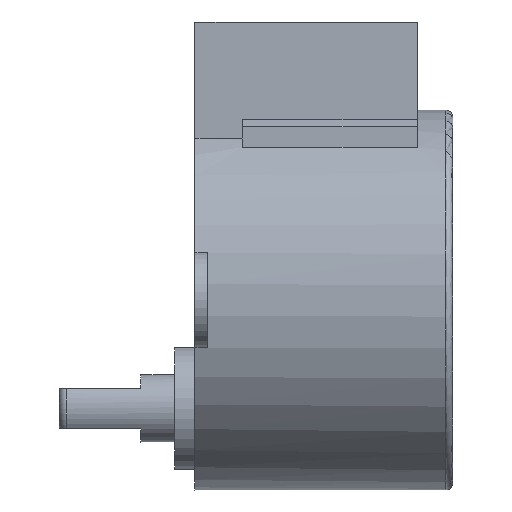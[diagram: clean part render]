
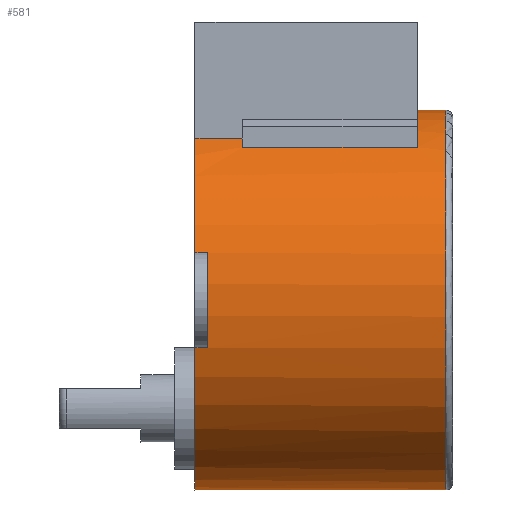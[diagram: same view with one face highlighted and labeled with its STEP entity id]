
A CAD part, left-side view. The second image highlights one B-rep face of the part: STEP entity #581.
In plain terms, the highlighted cylindrical face has radius 14 mm (diameter 28 mm), a full revolution.
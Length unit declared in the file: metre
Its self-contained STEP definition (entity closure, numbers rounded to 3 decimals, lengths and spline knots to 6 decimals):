
#48=LINE('',#884,#98);
#49=LINE('',#888,#99);
#50=LINE('',#892,#100);
#51=LINE('',#896,#101);
#52=LINE('',#900,#102);
#53=LINE('',#904,#103);
#54=LINE('',#908,#104);
#55=LINE('',#912,#105);
#98=VECTOR('',#715,1.);
#99=VECTOR('',#718,1.);
#100=VECTOR('',#721,1.);
#101=VECTOR('',#724,1.);
#102=VECTOR('',#727,1.);
#103=VECTOR('',#730,1.);
#104=VECTOR('',#733,1.);
#105=VECTOR('',#736,1.);
#151=CYLINDRICAL_SURFACE('',#636,0.014);
#163=ORIENTED_EDGE('',*,*,#317,.T.);
#164=ORIENTED_EDGE('',*,*,#325,.F.);
#165=ORIENTED_EDGE('',*,*,#326,.T.);
#166=ORIENTED_EDGE('',*,*,#327,.F.);
#167=ORIENTED_EDGE('',*,*,#328,.T.);
#168=ORIENTED_EDGE('',*,*,#329,.F.);
#169=ORIENTED_EDGE('',*,*,#330,.F.);
#170=ORIENTED_EDGE('',*,*,#331,.F.);
#171=ORIENTED_EDGE('',*,*,#332,.T.);
#172=ORIENTED_EDGE('',*,*,#333,.F.);
#173=ORIENTED_EDGE('',*,*,#334,.F.);
#174=ORIENTED_EDGE('',*,*,#335,.T.);
#175=ORIENTED_EDGE('',*,*,#336,.T.);
#176=ORIENTED_EDGE('',*,*,#337,.F.);
#177=ORIENTED_EDGE('',*,*,#338,.T.);
#178=ORIENTED_EDGE('',*,*,#339,.F.);
#179=ORIENTED_EDGE('',*,*,#340,.F.);
#317=EDGE_CURVE('',#398,#398,#455,.T.);
#325=EDGE_CURVE('',#406,#407,#463,.T.);
#326=EDGE_CURVE('',#406,#408,#48,.T.);
#327=EDGE_CURVE('',#409,#408,#464,.T.);
#328=EDGE_CURVE('',#409,#410,#49,.T.);
#329=EDGE_CURVE('',#411,#410,#465,.T.);
#330=EDGE_CURVE('',#412,#411,#50,.T.);
#331=EDGE_CURVE('',#413,#412,#466,.T.);
#332=EDGE_CURVE('',#413,#414,#51,.T.);
#333=EDGE_CURVE('',#415,#414,#467,.T.);
#334=EDGE_CURVE('',#416,#415,#52,.T.);
#335=EDGE_CURVE('',#416,#417,#468,.T.);
#336=EDGE_CURVE('',#417,#418,#53,.T.);
#337=EDGE_CURVE('',#419,#418,#469,.T.);
#338=EDGE_CURVE('',#419,#420,#54,.T.);
#339=EDGE_CURVE('',#421,#420,#470,.T.);
#340=EDGE_CURVE('',#407,#421,#55,.T.);
#398=VERTEX_POINT('',#862);
#406=VERTEX_POINT('',#882);
#407=VERTEX_POINT('',#883);
#408=VERTEX_POINT('',#885);
#409=VERTEX_POINT('',#887);
#410=VERTEX_POINT('',#889);
#411=VERTEX_POINT('',#891);
#412=VERTEX_POINT('',#893);
#413=VERTEX_POINT('',#895);
#414=VERTEX_POINT('',#897);
#415=VERTEX_POINT('',#899);
#416=VERTEX_POINT('',#901);
#417=VERTEX_POINT('',#903);
#418=VERTEX_POINT('',#905);
#419=VERTEX_POINT('',#907);
#420=VERTEX_POINT('',#909);
#421=VERTEX_POINT('',#911);
#455=CIRCLE('',#625,0.014);
#463=CIRCLE('',#637,0.014);
#464=CIRCLE('',#638,0.014);
#465=CIRCLE('',#639,0.014);
#466=CIRCLE('',#640,0.014);
#467=CIRCLE('',#641,0.014);
#468=CIRCLE('',#642,0.014);
#469=CIRCLE('',#643,0.014);
#470=CIRCLE('',#644,0.014);
#490=EDGE_LOOP('',(#163));
#491=EDGE_LOOP('',(#164,#165,#166,#167,#168,#169,#170,#171,#172,#173,#174,
#175,#176,#177,#178,#179));
#536=FACE_BOUND('',#490,.T.);
#537=FACE_BOUND('',#491,.T.);
#581=ADVANCED_FACE('',(#536,#537),#151,.T.);
#625=AXIS2_PLACEMENT_3D('',#861,#689,#690);
#636=AXIS2_PLACEMENT_3D('',#880,#711,#712);
#637=AXIS2_PLACEMENT_3D('',#881,#713,#714);
#638=AXIS2_PLACEMENT_3D('',#886,#716,#717);
#639=AXIS2_PLACEMENT_3D('',#890,#719,#720);
#640=AXIS2_PLACEMENT_3D('',#894,#722,#723);
#641=AXIS2_PLACEMENT_3D('',#898,#725,#726);
#642=AXIS2_PLACEMENT_3D('',#902,#728,#729);
#643=AXIS2_PLACEMENT_3D('',#906,#731,#732);
#644=AXIS2_PLACEMENT_3D('',#910,#734,#735);
#689=DIRECTION('',(0.,1.,0.));
#690=DIRECTION('',(0.,0.,1.));
#711=DIRECTION('',(0.,-1.,0.));
#712=DIRECTION('',(0.,0.,-1.));
#713=DIRECTION('',(0.,1.,0.));
#714=DIRECTION('',(0.,0.,1.));
#715=DIRECTION('',(0.,1.,0.));
#716=DIRECTION('',(0.,-1.,0.));
#717=DIRECTION('',(0.,0.,1.));
#718=DIRECTION('',(0.,1.,0.));
#719=DIRECTION('',(0.,1.,0.));
#720=DIRECTION('',(0.,0.,1.));
#721=DIRECTION('',(0.,1.,0.));
#722=DIRECTION('',(0.,1.,0.));
#723=DIRECTION('',(0.,0.,1.));
#724=DIRECTION('',(0.,1.,0.));
#725=DIRECTION('',(0.,1.,0.));
#726=DIRECTION('',(0.,0.,1.));
#727=DIRECTION('',(0.,1.,0.));
#728=DIRECTION('',(0.,-1.,0.));
#729=DIRECTION('',(0.,0.,-1.));
#730=DIRECTION('',(0.,1.,0.));
#731=DIRECTION('',(0.,1.,0.));
#732=DIRECTION('',(0.,0.,1.));
#733=DIRECTION('',(0.,-1.,0.));
#734=DIRECTION('',(0.,-1.,0.));
#735=DIRECTION('',(0.,0.,-1.));
#736=DIRECTION('',(0.,1.,0.));
#861=CARTESIAN_POINT('',(0.,0.0005,0.));
#862=CARTESIAN_POINT('',(0.,0.0005,0.014));
#880=CARTESIAN_POINT('',(0.,0.019,0.));
#881=CARTESIAN_POINT('',(0.,0.0026,0.));
#882=CARTESIAN_POINT('',(-0.0083,0.0026,0.011274));
#883=CARTESIAN_POINT('',(0.0083,0.0026,0.011274));
#884=CARTESIAN_POINT('',(-0.0083,0.000337,0.011274));
#885=CARTESIAN_POINT('',(-0.0083,0.0155,0.011274));
#886=CARTESIAN_POINT('',(0.,0.0155,0.));
#887=CARTESIAN_POINT('',(-0.0073,0.0155,0.011946));
#888=CARTESIAN_POINT('',(-0.0073,0.019,0.011946));
#889=CARTESIAN_POINT('',(-0.0073,0.019,0.011946));
#890=CARTESIAN_POINT('',(0.,0.019,0.));
#891=CARTESIAN_POINT('',(-0.013555,0.019,0.0035));
#892=CARTESIAN_POINT('',(-0.013555,0.0181,0.0035));
#893=CARTESIAN_POINT('',(-0.013555,0.0181,0.0035));
#894=CARTESIAN_POINT('',(0.,0.0181,0.));
#895=CARTESIAN_POINT('',(-0.013555,0.0181,-0.0035));
#896=CARTESIAN_POINT('',(-0.013555,0.0181,-0.0035));
#897=CARTESIAN_POINT('',(-0.013555,0.019,-0.0035));
#898=CARTESIAN_POINT('',(0.,0.019,0.));
#899=CARTESIAN_POINT('',(0.013555,0.019,-0.0035));
#900=CARTESIAN_POINT('',(0.013555,0.0181,-0.0035));
#901=CARTESIAN_POINT('',(0.013555,0.0181,-0.0035));
#902=CARTESIAN_POINT('',(0.,0.0181,0.));
#903=CARTESIAN_POINT('',(0.013555,0.0181,0.0035));
#904=CARTESIAN_POINT('',(0.013555,0.0181,0.0035));
#905=CARTESIAN_POINT('',(0.013555,0.019,0.0035));
#906=CARTESIAN_POINT('',(0.,0.019,0.));
#907=CARTESIAN_POINT('',(0.0073,0.019,0.011946));
#908=CARTESIAN_POINT('',(0.0073,0.019,0.011946));
#909=CARTESIAN_POINT('',(0.0073,0.0155,0.011946));
#910=CARTESIAN_POINT('',(0.,0.0155,0.));
#911=CARTESIAN_POINT('',(0.0083,0.0155,0.011274));
#912=CARTESIAN_POINT('',(0.0083,0.000337,0.011274));
